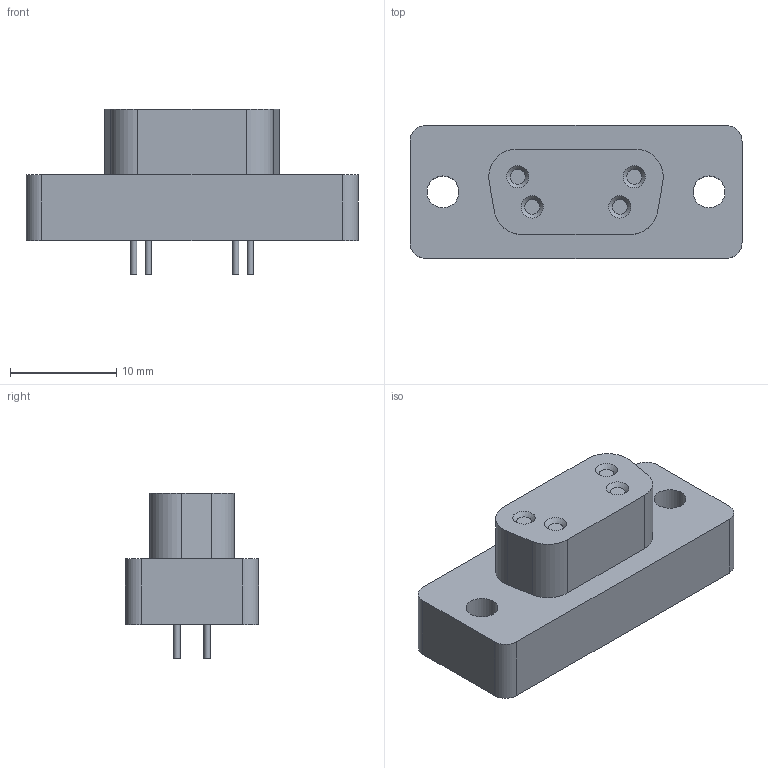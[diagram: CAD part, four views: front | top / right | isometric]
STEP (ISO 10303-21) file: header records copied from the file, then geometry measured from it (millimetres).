
FILE_DESCRIPTION(/* description */ (''),/* implementation_level */ '2;1');
FILE_NAME(/* name */ '100081885ugm000_a.stp',/* time_stamp */ '2014-09-11T08:55:58+02:00',/* author */ (''),/* organization */ (''),/* preprocessor_version */ 'ST-DEVELOPER v15',/* originating_system */ 'SIEMENS PLM Software NX 8.5',/* authorisation */ '');
FILE_SCHEMA (('AUTOMOTIVE_DESIGN { 1 0 10303 214 3 1 1 1 }'));
Length unit declared in the file: millimetre
Products named in the file (1): 100081885ugm000_a
Bounding box: 31.2 x 12.5 x 15.53 mm (x, y, z)
Volume: 3064.4 mm3; surface area: 1685.1 mm2
Topology: 1 solids, 1 shells, 37 faces, 78 edges, 52 vertices
Faces by surface type: plane 19, cylinder 14, cone 4
Full cylindrical faces by diameter (mm): 0.6 x4, 3 x2
Entity records: 1174 total; most frequent: DIRECTION 180, CARTESIAN_POINT 158, ORIENTED_EDGE 136, AXIS2_PLACEMENT_3D 74, EDGE_CURVE 68, EDGE_LOOP 60, VERTEX_POINT 52, ADVANCED_FACE 37
